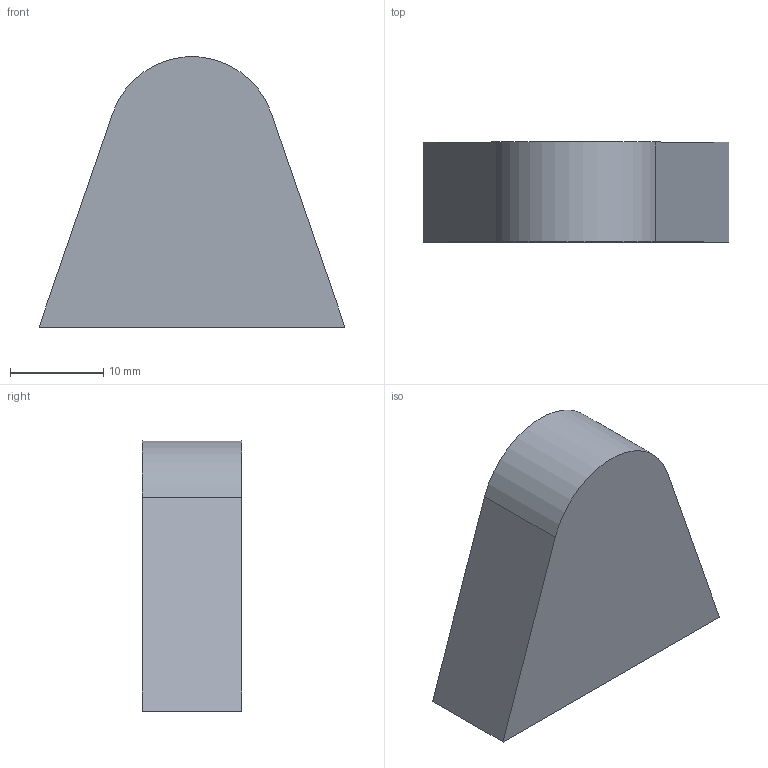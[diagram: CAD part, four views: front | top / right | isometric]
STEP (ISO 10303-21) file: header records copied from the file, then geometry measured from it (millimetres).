
FILE_DESCRIPTION(/* description */ (''),/* implementation_level */ '2;1');
FILE_NAME(/* name */ 'arm bumper.step',/* time_stamp */ '2025-07-31T19:11:18-04:00',/* author */ (''),/* organization */ (''),/* preprocessor_version */ 'ST-DEVELOPER v20.1',/* originating_system */ 'Autodesk Translation Framework v14.10.0.0',/* authorisation */ '');
FILE_SCHEMA (('AUTOMOTIVE_DESIGN { 1 0 10303 214 3 1 1 }'));
Length unit declared in the file: millimetre
Products named in the file (1): arm bumper
Bounding box: 32.81 x 10.7 x 28.97 mm (x, y, z)
Volume: 3570.9 mm3; surface area: 3042.1 mm2
Topology: 1 solids, 1 shells, 21 faces, 52 edges, 34 vertices
Faces by surface type: plane 14, cylinder 5, cone 1, bspline 1
Entity records: 893 total; most frequent: CARTESIAN_POINT 369, ORIENTED_EDGE 104, DIRECTION 94, EDGE_CURVE 52, LINE 36, VECTOR 36, VERTEX_POINT 34, AXIS2_PLACEMENT_3D 29
